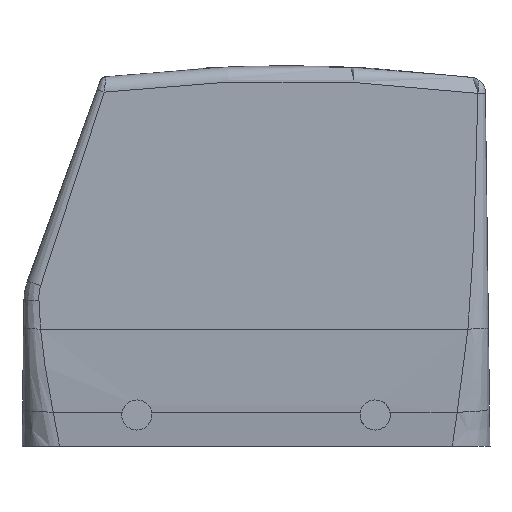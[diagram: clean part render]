
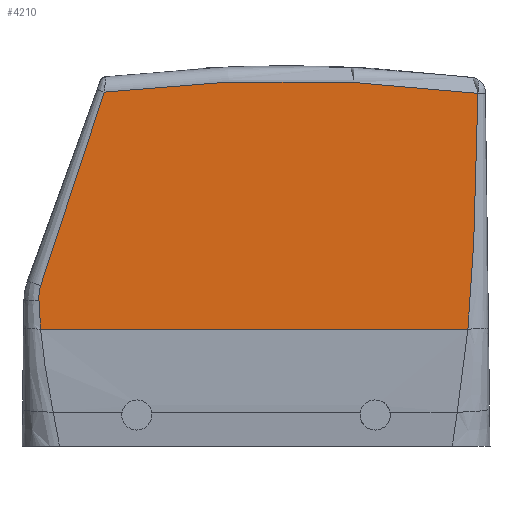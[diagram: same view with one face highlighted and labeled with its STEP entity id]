
A CAD part, left-side view. The second image highlights one B-rep face of the part: STEP entity #4210.
In plain terms, the highlighted planar face has unit normal (-1, 0, 0).
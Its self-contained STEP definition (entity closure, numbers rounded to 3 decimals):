
#4166=AXIS2_PLACEMENT_3D('Plane Axis2P3D',#4163,#4164,#4165) ;
#4170=AXIS2_PLACEMENT_3D('Circle Axis2P3D',#4168,#4169,$) ;
#2278=CARTESIAN_POINT('Vertex',(6.25,4.411,23.338)) ;
#2317=CARTESIAN_POINT('Line Origine',(6.25,46.419,23.338)) ;
#2321=CARTESIAN_POINT('Vertex',(6.25,89.591,23.338)) ;
#2846=CARTESIAN_POINT('Control Point',(6.25,89.921,28.961)) ;
#2847=CARTESIAN_POINT('Control Point',(6.25,89.872,27.839)) ;
#2848=CARTESIAN_POINT('Control Point',(6.25,89.821,26.714)) ;
#2849=CARTESIAN_POINT('Control Point',(6.25,89.759,25.589)) ;
#2850=CARTESIAN_POINT('Control Point',(6.25,89.683,24.463)) ;
#2851=CARTESIAN_POINT('Control Point',(6.25,89.591,23.338)) ;
#2852=CARTESIAN_POINT('Vertex',(6.25,89.921,28.961)) ;
#3694=CARTESIAN_POINT('Vertex',(6.25,2.414,70.328)) ;
#4038=CARTESIAN_POINT('Control Point',(6.25,2.414,70.328)) ;
#4039=CARTESIAN_POINT('Control Point',(6.25,2.415,70.261)) ;
#4040=CARTESIAN_POINT('Control Point',(6.25,2.417,70.195)) ;
#4041=CARTESIAN_POINT('Control Point',(6.25,2.418,70.127)) ;
#4042=CARTESIAN_POINT('Control Point',(6.25,2.421,69.922)) ;
#4043=CARTESIAN_POINT('Control Point',(6.25,2.425,69.701)) ;
#4044=CARTESIAN_POINT('Control Point',(6.25,2.427,69.597)) ;
#4045=CARTESIAN_POINT('Control Point',(6.25,2.43,69.372)) ;
#4046=CARTESIAN_POINT('Control Point',(6.25,2.434,69.147)) ;
#4047=CARTESIAN_POINT('Control Point',(6.25,2.437,68.989)) ;
#4048=CARTESIAN_POINT('Control Point',(6.25,2.442,68.674)) ;
#4049=CARTESIAN_POINT('Control Point',(6.25,2.448,68.359)) ;
#4050=CARTESIAN_POINT('Control Point',(6.25,2.451,68.201)) ;
#4051=CARTESIAN_POINT('Control Point',(6.25,2.462,67.57)) ;
#4052=CARTESIAN_POINT('Control Point',(6.25,2.473,66.938)) ;
#4053=CARTESIAN_POINT('Control Point',(6.25,2.482,66.464)) ;
#4054=CARTESIAN_POINT('Control Point',(6.25,2.5,65.517)) ;
#4055=CARTESIAN_POINT('Control Point',(6.25,2.519,64.569)) ;
#4056=CARTESIAN_POINT('Control Point',(6.25,2.528,64.095)) ;
#4057=CARTESIAN_POINT('Control Point',(6.25,2.558,62.674)) ;
#4058=CARTESIAN_POINT('Control Point',(6.25,2.589,61.253)) ;
#4059=CARTESIAN_POINT('Control Point',(6.25,2.611,60.306)) ;
#4060=CARTESIAN_POINT('Control Point',(6.25,2.691,57.015)) ;
#4061=CARTESIAN_POINT('Control Point',(6.25,2.782,53.726)) ;
#4062=CARTESIAN_POINT('Control Point',(6.25,2.853,51.384)) ;
#4063=CARTESIAN_POINT('Control Point',(6.25,2.992,47.065)) ;
#4064=CARTESIAN_POINT('Control Point',(6.25,3.153,42.748)) ;
#4065=CARTESIAN_POINT('Control Point',(6.25,3.231,40.772)) ;
#4066=CARTESIAN_POINT('Control Point',(6.25,3.361,37.803)) ;
#4067=CARTESIAN_POINT('Control Point',(6.25,3.515,34.835)) ;
#4068=CARTESIAN_POINT('Control Point',(6.25,3.569,33.862)) ;
#4069=CARTESIAN_POINT('Control Point',(6.25,3.73,31.16)) ;
#4070=CARTESIAN_POINT('Control Point',(6.25,3.929,28.46)) ;
#4071=CARTESIAN_POINT('Control Point',(6.25,4.073,26.752)) ;
#4072=CARTESIAN_POINT('Control Point',(6.25,4.234,25.045)) ;
#4073=CARTESIAN_POINT('Control Point',(6.25,4.411,23.338)) ;
#4163=CARTESIAN_POINT('Axis2P3D Location',(6.25,-19.409,-37.643)) ;
#4168=CARTESIAN_POINT('Axis2P3D Location',(6.25,40.65,-224.2)) ;
#4172=CARTESIAN_POINT('Vertex',(6.25,76.92,70.577)) ;
#4176=CARTESIAN_POINT('Control Point',(6.25,76.92,70.577)) ;
#4177=CARTESIAN_POINT('Control Point',(6.25,76.974,70.421)) ;
#4178=CARTESIAN_POINT('Control Point',(6.25,77.027,70.265)) ;
#4179=CARTESIAN_POINT('Control Point',(6.25,77.081,70.109)) ;
#4180=CARTESIAN_POINT('Control Point',(6.25,77.51,68.858)) ;
#4181=CARTESIAN_POINT('Control Point',(6.25,77.939,67.606)) ;
#4182=CARTESIAN_POINT('Control Point',(6.25,78.313,66.51)) ;
#4183=CARTESIAN_POINT('Control Point',(6.25,80.257,60.8)) ;
#4184=CARTESIAN_POINT('Control Point',(6.25,82.167,55.082)) ;
#4185=CARTESIAN_POINT('Control Point',(6.25,83.679,50.461)) ;
#4186=CARTESIAN_POINT('Control Point',(6.25,85.783,43.983)) ;
#4187=CARTESIAN_POINT('Control Point',(6.25,87.851,37.493)) ;
#4188=CARTESIAN_POINT('Control Point',(6.25,88.424,35.683)) ;
#4189=CARTESIAN_POINT('Control Point',(6.25,89.003,33.839)) ;
#4190=CARTESIAN_POINT('Control Point',(6.25,89.575,31.992)) ;
#4191=CARTESIAN_POINT('Vertex',(6.25,89.575,31.992)) ;
#4195=CARTESIAN_POINT('Control Point',(6.25,89.575,31.992)) ;
#4196=CARTESIAN_POINT('Control Point',(6.25,89.748,31.402)) ;
#4197=CARTESIAN_POINT('Control Point',(6.25,89.871,30.797)) ;
#4198=CARTESIAN_POINT('Control Point',(6.25,89.942,30.184)) ;
#4199=CARTESIAN_POINT('Control Point',(6.25,89.958,29.569)) ;
#4200=CARTESIAN_POINT('Control Point',(6.25,89.921,28.961)) ;
#2318=DIRECTION('Vector Direction',(0.,-1.,0.)) ;
#4164=DIRECTION('Axis2P3D Direction',(-1.,0.,0.)) ;
#4165=DIRECTION('Axis2P3D XDirection',(0.,-0.317,0.949)) ;
#4169=DIRECTION('Axis2P3D Direction',(-1.,0.,0.)) ;
#2319=VECTOR('Line Direction',#2318,1.) ;
#4203=ORIENTED_EDGE('',*,*,#4174,.T.) ;
#4204=ORIENTED_EDGE('',*,*,#4193,.F.) ;
#4205=ORIENTED_EDGE('',*,*,#4201,.F.) ;
#4206=ORIENTED_EDGE('',*,*,#2854,.F.) ;
#4207=ORIENTED_EDGE('',*,*,#2323,.T.) ;
#4208=ORIENTED_EDGE('',*,*,#4074,.T.) ;
#4210=ADVANCED_FACE('Hood',(#4209),#4167,.T.) ;
#2845=B_SPLINE_CURVE_WITH_KNOTS('',5,(#2846,#2847,#2848,#2849,#2850,#2851),.UNSPECIFIED.,.F.,.U.,(6,6),(81.523,87.149),.UNSPECIFIED.) ;
#4037=B_SPLINE_CURVE_WITH_KNOTS('',5,(#4038,#4039,#4040,#4041,#4042,#4043,#4044,#4045,#4046,#4047,#4048,#4049,#4050,#4051,#4052,#4053,#4054,#4055,#4056,#4057,#4058,#4059,#4060,#4061,#4062,#4063,#4064,#4065,#4066,#4067,#4068,#4069,#4070,#4071,#4072,#4073),.UNSPECIFIED.,.F.,.U.,(6,3,3,3,3,3,3,3,3,3,3,6),(8.249,8.589,8.929,9.717,10.506,12.88,15.254,20.001,31.754,41.679,46.667,55.257),.UNSPECIFIED.) ;
#4175=B_SPLINE_CURVE_WITH_KNOTS('',5,(#4176,#4177,#4178,#4179,#4180,#4181,#4182,#4183,#4184,#4185,#4186,#4187,#4188,#4189,#4190),.UNSPECIFIED.,.F.,.U.,(6,3,3,3,6),(0.,1.169,9.351,43.805,57.479),.UNSPECIFIED.) ;
#4194=B_SPLINE_CURVE_WITH_KNOTS('',5,(#4195,#4196,#4197,#4198,#4199,#4200),.UNSPECIFIED.,.F.,.U.,(6,6),(0.,4.34),.UNSPECIFIED.) ;
#4171=CIRCLE('generated circle',#4170,297.) ;
#2323=EDGE_CURVE('',#2322,#2279,#2320,.T.) ;
#2854=EDGE_CURVE('',#2322,#2853,#2845,.F.) ;
#4074=EDGE_CURVE('',#2279,#3695,#4037,.F.) ;
#4174=EDGE_CURVE('',#3695,#4173,#4171,.T.) ;
#4193=EDGE_CURVE('',#4192,#4173,#4175,.F.) ;
#4201=EDGE_CURVE('',#2853,#4192,#4194,.F.) ;
#4202=EDGE_LOOP('',(#4203,#4204,#4205,#4206,#4207,#4208)) ;
#4209=FACE_OUTER_BOUND('',#4202,.T.) ;
#2320=LINE('Line',#2317,#2319) ;
#4167=PLANE('',#4166) ;
#2279=VERTEX_POINT('',#2278) ;
#2322=VERTEX_POINT('',#2321) ;
#2853=VERTEX_POINT('',#2852) ;
#3695=VERTEX_POINT('',#3694) ;
#4173=VERTEX_POINT('',#4172) ;
#4192=VERTEX_POINT('',#4191) ;
